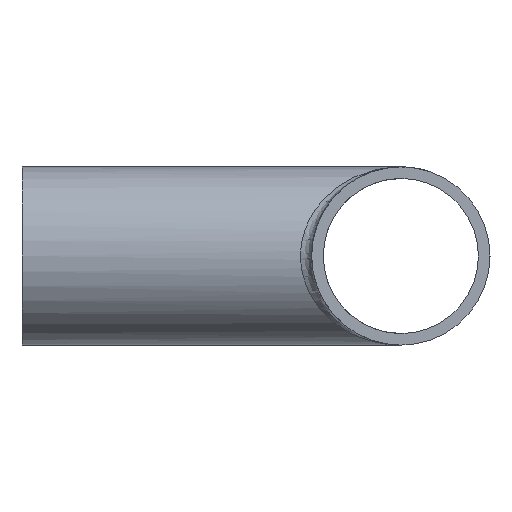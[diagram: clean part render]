
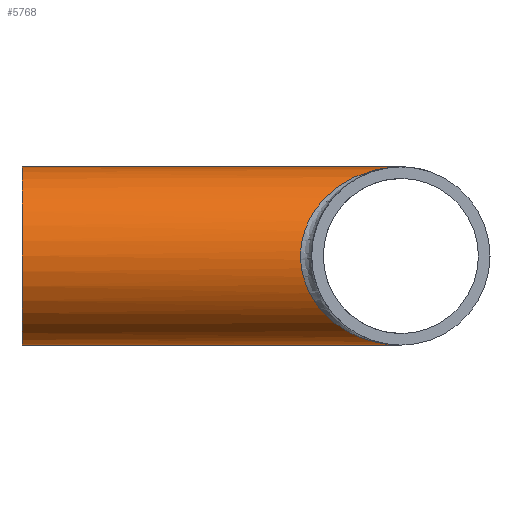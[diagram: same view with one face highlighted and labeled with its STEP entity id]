
A CAD part, left-side view. The second image highlights one B-rep face of the part: STEP entity #5768.
In plain terms, the highlighted cylindrical face has radius 12.7 mm (diameter 25.4 mm), a full revolution.
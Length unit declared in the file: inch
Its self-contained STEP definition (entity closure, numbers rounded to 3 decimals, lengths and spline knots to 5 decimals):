
#79=ELLIPSE('',#6109,0.7526,0.5);
#80=ELLIPSE('',#6110,0.7526,0.5);
#119=FACE_BOUND('',#1072,.T.);
#722=FACE_OUTER_BOUND('',#1071,.T.);
#1071=EDGE_LOOP('',(#5386,#5387));
#1072=EDGE_LOOP('',(#5388));
#2273=CIRCLE('',#6119,0.5);
#2836=VERTEX_POINT('',#12535);
#2837=VERTEX_POINT('',#12536);
#2843=VERTEX_POINT('',#12658);
#3688=EDGE_CURVE('',#2837,#2836,#79,.T.);
#3689=EDGE_CURVE('',#2836,#2837,#80,.T.);
#3695=EDGE_CURVE('',#2843,#2843,#2273,.T.);
#5386=ORIENTED_EDGE('',*,*,#3689,.F.);
#5387=ORIENTED_EDGE('',*,*,#3688,.F.);
#5388=ORIENTED_EDGE('',*,*,#3695,.T.);
#5431=CYLINDRICAL_SURFACE('',#6118,0.5);
#5768=ADVANCED_FACE('',(#722,#119),#5431,.T.);
#6109=AXIS2_PLACEMENT_3D('',#12593,#7204,#7205);
#6110=AXIS2_PLACEMENT_3D('',#12644,#7206,#7207);
#6118=AXIS2_PLACEMENT_3D('',#12657,#7222,#7223);
#6119=AXIS2_PLACEMENT_3D('',#12659,#7224,#7225);
#7204=DIRECTION('center_axis',(-0.747,-0.664,0.));
#7205=DIRECTION('ref_axis',(-0.664,0.747,0.));
#7206=DIRECTION('center_axis',(0.747,-0.664,0.));
#7207=DIRECTION('ref_axis',(0.664,0.747,0.));
#7222=DIRECTION('center_axis',(0.,-1.,0.));
#7223=DIRECTION('ref_axis',(1.,0.,0.));
#7224=DIRECTION('center_axis',(0.,-1.,0.));
#7225=DIRECTION('ref_axis',(1.,0.,0.));
#12535=CARTESIAN_POINT('',(0.,0.,-0.5));
#12536=CARTESIAN_POINT('',(0.,0.,0.5));
#12593=CARTESIAN_POINT('Origin',(0.,0.,0.));
#12644=CARTESIAN_POINT('Origin',(0.,0.,0.));
#12657=CARTESIAN_POINT('Origin',(0.,2.125,0.));
#12658=CARTESIAN_POINT('',(-0.5,2.125,0.));
#12659=CARTESIAN_POINT('Origin',(0.,2.125,0.));
